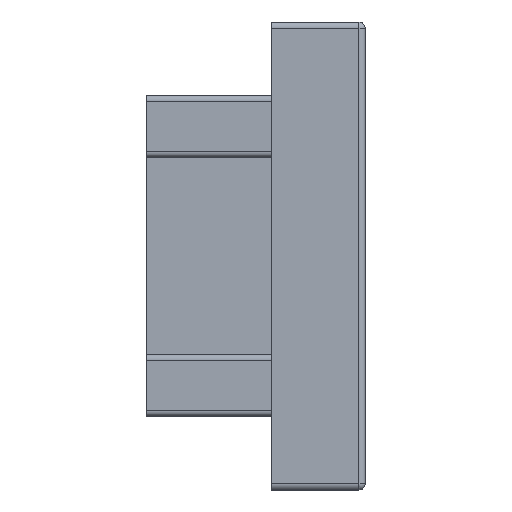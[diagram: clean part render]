
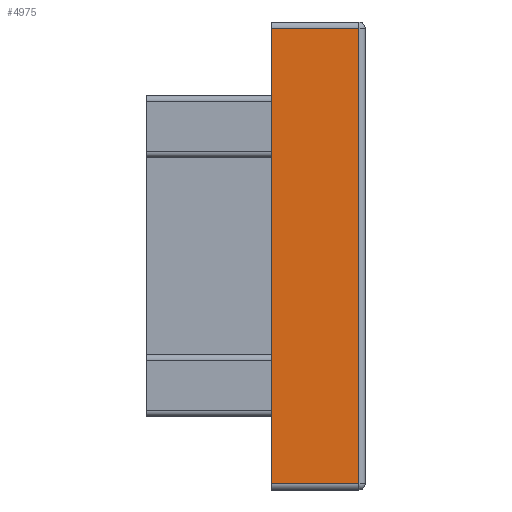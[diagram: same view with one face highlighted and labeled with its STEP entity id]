
A CAD part, left-side view. The second image highlights one B-rep face of the part: STEP entity #4975.
In plain terms, the highlighted planar face has unit normal (-1, 0, 0).
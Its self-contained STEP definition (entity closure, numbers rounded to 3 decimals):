
#15 = CARTESIAN_POINT ( 'NONE',  ( -30., 3., -7.3 ) ) ;
#259 = DIRECTION ( 'NONE',  ( 0., -1., 0. ) ) ;
#300 = ORIENTED_EDGE ( 'NONE', *, *, #5488, .T. ) ;
#330 = EDGE_CURVE ( 'NONE', #7386, #410, #5380, .T. ) ;
#410 = VERTEX_POINT ( 'NONE', #1885 ) ;
#797 = LINE ( 'NONE', #3898, #5429 ) ;
#874 = ORIENTED_EDGE ( 'NONE', *, *, #6156, .F. ) ;
#893 = VERTEX_POINT ( 'NONE', #15 ) ;
#1096 = AXIS2_PLACEMENT_3D ( 'NONE', #5515, #6736, #3128 ) ;
#1104 = DIRECTION ( 'NONE',  ( 0., -1., 0. ) ) ;
#1109 = CARTESIAN_POINT ( 'NONE',  ( -30., 3., -7.3 ) ) ;
#1569 = EDGE_CURVE ( 'NONE', #5344, #410, #5201, .T. ) ;
#1798 = VECTOR ( 'NONE', #1104, 1000. ) ;
#1885 = CARTESIAN_POINT ( 'NONE',  ( -30., 0.2, 7.3 ) ) ;
#2167 = VECTOR ( 'NONE', #5325, 1000. ) ;
#2293 = CARTESIAN_POINT ( 'NONE',  ( -30., 0.2, -7.3 ) ) ;
#2420 = FACE_OUTER_BOUND ( 'NONE', #3563, .T. ) ;
#3128 = DIRECTION ( 'NONE',  ( 0., 0., -1. ) ) ;
#3563 = EDGE_LOOP ( 'NONE', ( #300, #6127, #6384, #874 ) ) ;
#3898 = CARTESIAN_POINT ( 'NONE',  ( -30., 3., -7.3 ) ) ;
#4127 = CARTESIAN_POINT ( 'NONE',  ( -30., 3., 7.3 ) ) ;
#4921 = PLANE ( 'NONE',  #1096 ) ;
#4941 = VECTOR ( 'NONE', #5942, 1000. ) ;
#4975 = ADVANCED_FACE ( 'NONE', ( #2420 ), #4921, .F. ) ;
#5201 = LINE ( 'NONE', #4127, #1798 ) ;
#5325 = DIRECTION ( 'NONE',  ( 0., 0., 1. ) ) ;
#5344 = VERTEX_POINT ( 'NONE', #5497 ) ;
#5380 = LINE ( 'NONE', #2293, #2167 ) ;
#5429 = VECTOR ( 'NONE', #259, 1000. ) ;
#5488 = EDGE_CURVE ( 'NONE', #893, #7386, #797, .T. ) ;
#5497 = CARTESIAN_POINT ( 'NONE',  ( -30., 3., 7.3 ) ) ;
#5515 = CARTESIAN_POINT ( 'NONE',  ( -30., 3., -7.3 ) ) ;
#5942 = DIRECTION ( 'NONE',  ( 0., 0., 1. ) ) ;
#6127 = ORIENTED_EDGE ( 'NONE', *, *, #330, .T. ) ;
#6156 = EDGE_CURVE ( 'NONE', #893, #5344, #6523, .T. ) ;
#6345 = CARTESIAN_POINT ( 'NONE',  ( -30., 0.2, -7.3 ) ) ;
#6384 = ORIENTED_EDGE ( 'NONE', *, *, #1569, .F. ) ;
#6523 = LINE ( 'NONE', #1109, #4941 ) ;
#6736 = DIRECTION ( 'NONE',  ( 1., 0., 0. ) ) ;
#7386 = VERTEX_POINT ( 'NONE', #6345 ) ;
